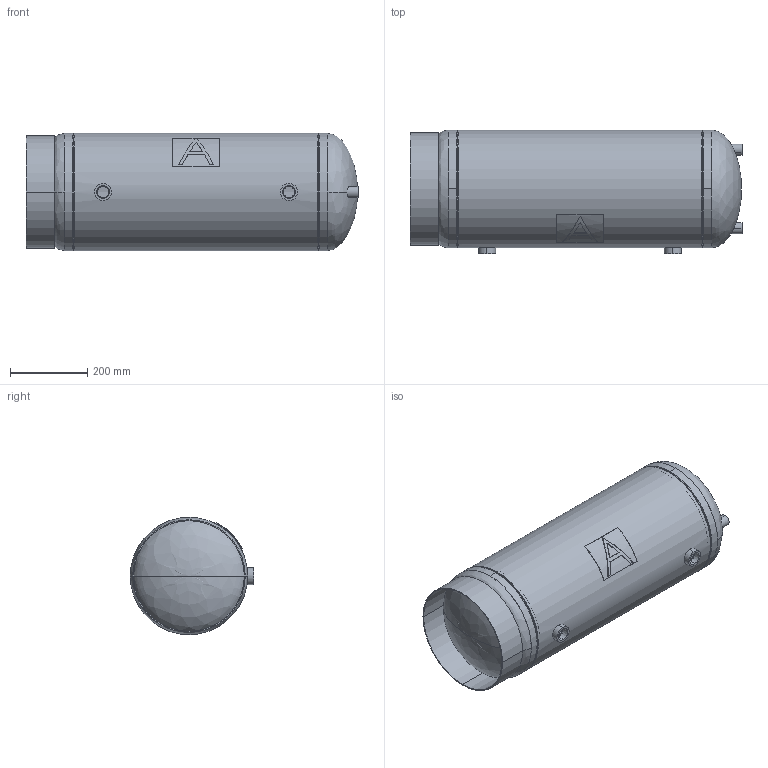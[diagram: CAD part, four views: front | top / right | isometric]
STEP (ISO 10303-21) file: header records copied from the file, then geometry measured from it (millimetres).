
FILE_DESCRIPTION (( 'STEP AP203' ), '1' );
FILE_NAME ('12NA33.STEP', '2021-03-10T14:18:09', ( '' ), ( '' ), 'SwSTEP 2.0', 'SolidWorks 2021', '' );
FILE_SCHEMA (( 'CONFIG_CONTROL_DESIGN' ));
Length unit declared in the file: inch
Products named in the file (8): 99B0448; 9200042; 12NA33; 9600830_12" HORIZ; Couplings_9500557; 9200040; 9500050; 99Q0449
Assembly tree (9 placements, depth 2):
  12NA33
    99B0448
    9200040
    9200042
    9500050  x2
    Couplings_9500557  x2
    99Q0449
    9600830_12" HORIZ
Bounding box: 861.71 x 320.57 x 304.8 mm (x, y, z)
Volume: 2342250.2 mm3; surface area: 1937240.5 mm2
Topology: 9 solids, 9 shells, 159 faces, 361 edges, 218 vertices
Faces by surface type: cylinder 52, plane 33, cone 32, torus 24, bspline 18
Full cylindrical faces by diameter (mm): 299.72 x1, 304.597 x1
Entity records: 7510 total; most frequent: CARTESIAN_POINT 3617, DIRECTION 648, ORIENTED_EDGE 610, EDGE_CURVE 305, AXIS2_PLACEMENT_3D 277, VERTEX_POINT 186, EDGE_LOOP 149, CIRCLE 148
